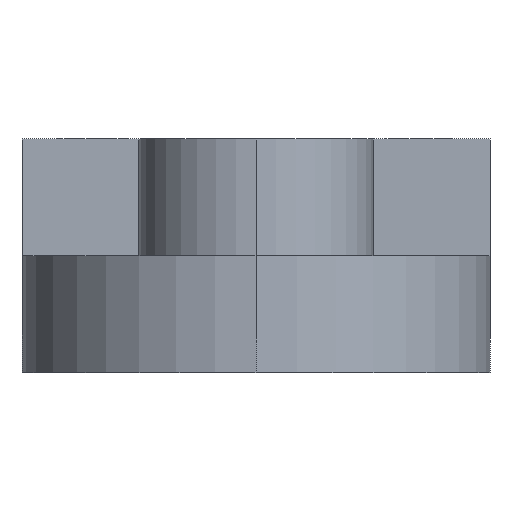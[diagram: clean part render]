
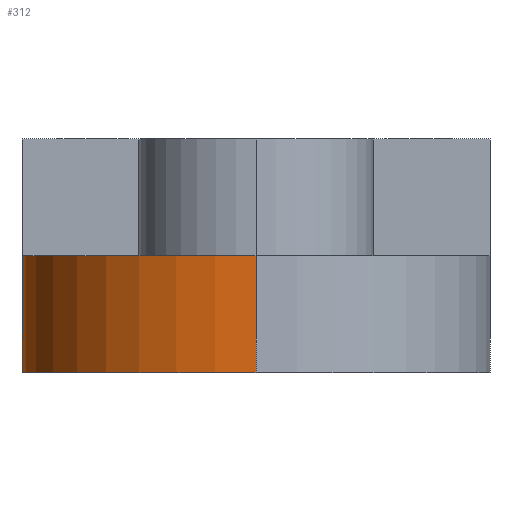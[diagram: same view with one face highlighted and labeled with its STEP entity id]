
A CAD part, front view. The second image highlights one B-rep face of the part: STEP entity #312.
In plain terms, the highlighted cylindrical face has radius 10 mm (diameter 20 mm), a partial arc.
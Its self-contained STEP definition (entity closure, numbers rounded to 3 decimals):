
#13 = VERTEX_POINT ( 'NONE', #93 ) ;
#18 = LINE ( 'NONE', #857, #361 ) ;
#32 = CARTESIAN_POINT ( 'NONE',  ( -10., -220., -5. ) ) ;
#83 = EDGE_CURVE ( 'NONE', #408, #508, #928, .T. ) ;
#86 = EDGE_LOOP ( 'NONE', ( #501, #149, #838, #219 ) ) ;
#93 = CARTESIAN_POINT ( 'NONE',  ( 0., -230., 0. ) ) ;
#106 = DIRECTION ( 'NONE',  ( 0., 1., 0. ) ) ;
#112 = EDGE_CURVE ( 'NONE', #508, #13, #18, .T. ) ;
#114 = DIRECTION ( 'NONE',  ( 0., 0., 1. ) ) ;
#149 = ORIENTED_EDGE ( 'NONE', *, *, #112, .T. ) ;
#171 = AXIS2_PLACEMENT_3D ( 'NONE', #299, #598, #432 ) ;
#185 = CARTESIAN_POINT ( 'NONE',  ( -10., -220., -87.462 ) ) ;
#219 = ORIENTED_EDGE ( 'NONE', *, *, #593, .F. ) ;
#262 = VERTEX_POINT ( 'NONE', #663 ) ;
#275 = VECTOR ( 'NONE', #457, 1000. ) ;
#282 = DIRECTION ( 'NONE',  ( 0., 0., 1. ) ) ;
#296 = AXIS2_PLACEMENT_3D ( 'NONE', #486, #282, #574 ) ;
#299 = CARTESIAN_POINT ( 'NONE',  ( 0., -220., -87.462 ) ) ;
#312 = ADVANCED_FACE ( 'NONE', ( #671 ), #961, .T. ) ;
#361 = VECTOR ( 'NONE', #705, 1000. ) ;
#408 = VERTEX_POINT ( 'NONE', #32 ) ;
#432 = DIRECTION ( 'NONE',  ( 0., -1., 0. ) ) ;
#457 = DIRECTION ( 'NONE',  ( 0., 0., 1. ) ) ;
#458 = CIRCLE ( 'NONE', #296, 10. ) ;
#481 = CARTESIAN_POINT ( 'NONE',  ( 0., -230., -5. ) ) ;
#486 = CARTESIAN_POINT ( 'NONE',  ( 0., -220., 0. ) ) ;
#501 = ORIENTED_EDGE ( 'NONE', *, *, #83, .T. ) ;
#508 = VERTEX_POINT ( 'NONE', #481 ) ;
#526 = AXIS2_PLACEMENT_3D ( 'NONE', #924, #114, #106 ) ;
#574 = DIRECTION ( 'NONE',  ( 0., -1., 0. ) ) ;
#593 = EDGE_CURVE ( 'NONE', #408, #262, #845, .T. ) ;
#598 = DIRECTION ( 'NONE',  ( 0., 0., 1. ) ) ;
#663 = CARTESIAN_POINT ( 'NONE',  ( -10., -220., 0. ) ) ;
#671 = FACE_OUTER_BOUND ( 'NONE', #86, .T. ) ;
#705 = DIRECTION ( 'NONE',  ( 0., 0., 1. ) ) ;
#838 = ORIENTED_EDGE ( 'NONE', *, *, #861, .F. ) ;
#845 = LINE ( 'NONE', #185, #275 ) ;
#857 = CARTESIAN_POINT ( 'NONE',  ( 0., -230., -87.462 ) ) ;
#861 = EDGE_CURVE ( 'NONE', #262, #13, #458, .T. ) ;
#924 = CARTESIAN_POINT ( 'NONE',  ( 0., -220., -5. ) ) ;
#928 = CIRCLE ( 'NONE', #526, 10. ) ;
#961 = CYLINDRICAL_SURFACE ( 'NONE', #171, 10. ) ;
